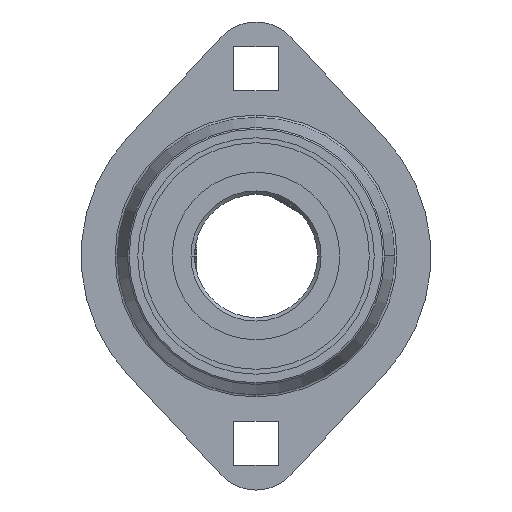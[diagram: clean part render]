
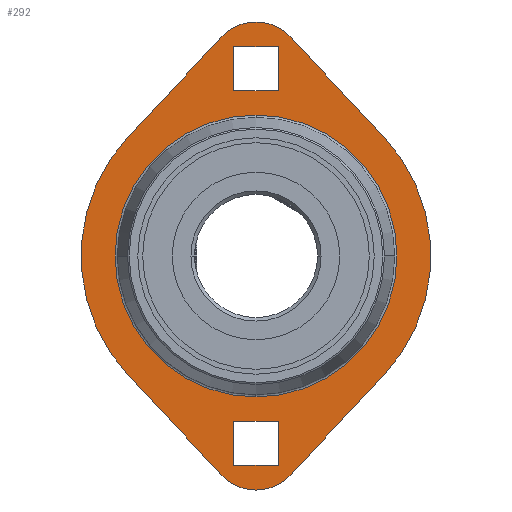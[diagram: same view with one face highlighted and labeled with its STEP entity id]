
A CAD part, left-side view. The second image highlights one B-rep face of the part: STEP entity #292.
In plain terms, the highlighted planar face has unit normal (-1, 0, 0).
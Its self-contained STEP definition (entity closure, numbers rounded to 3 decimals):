
#292 = ADVANCED_FACE( '', ( #444, #445, #446, #447 ), #448, .T. );
#444 = FACE_BOUND( '', #716, .T. );
#445 = FACE_BOUND( '', #717, .T. );
#446 = FACE_OUTER_BOUND( '', #718, .T. );
#447 = FACE_BOUND( '', #719, .T. );
#448 = PLANE( '', #720 );
#716 = EDGE_LOOP( '', ( #1127, #1128, #1129, #1130 ) );
#717 = EDGE_LOOP( '', ( #1131, #1132, #1133, #1134 ) );
#718 = EDGE_LOOP( '', ( #1135, #1136, #1137, #1138, #1139, #1140, #1141, #1142 ) );
#719 = EDGE_LOOP( '', ( #1143, #1144, #1145 ) );
#720 = AXIS2_PLACEMENT_3D( '', #1146, #1147, #1148 );
#1127 = ORIENTED_EDGE( '', *, *, #1925, .T. );
#1128 = ORIENTED_EDGE( '', *, *, #1922, .T. );
#1129 = ORIENTED_EDGE( '', *, *, #1919, .T. );
#1130 = ORIENTED_EDGE( '', *, *, #1928, .T. );
#1131 = ORIENTED_EDGE( '', *, *, #1937, .T. );
#1132 = ORIENTED_EDGE( '', *, *, #1934, .T. );
#1133 = ORIENTED_EDGE( '', *, *, #1931, .T. );
#1134 = ORIENTED_EDGE( '', *, *, #1940, .T. );
#1135 = ORIENTED_EDGE( '', *, *, #1955, .T. );
#1136 = ORIENTED_EDGE( '', *, *, #1952, .T. );
#1137 = ORIENTED_EDGE( '', *, *, #1949, .T. );
#1138 = ORIENTED_EDGE( '', *, *, #1946, .T. );
#1139 = ORIENTED_EDGE( '', *, *, #1943, .T. );
#1140 = ORIENTED_EDGE( '', *, *, #1964, .T. );
#1141 = ORIENTED_EDGE( '', *, *, #1961, .T. );
#1142 = ORIENTED_EDGE( '', *, *, #1958, .T. );
#1143 = ORIENTED_EDGE( '', *, *, #1969, .F. );
#1144 = ORIENTED_EDGE( '', *, *, #1970, .F. );
#1145 = ORIENTED_EDGE( '', *, *, #1905, .F. );
#1146 = CARTESIAN_POINT( '', ( 7., 38.951, 0. ) );
#1147 = DIRECTION( '', ( -1., 0., 0. ) );
#1148 = DIRECTION( '', ( 0., 1., 0. ) );
#1905 = EDGE_CURVE( '', #2209, #2211, #2212, .T. );
#1919 = EDGE_CURVE( '', #2239, #2237, #2240, .T. );
#1922 = EDGE_CURVE( '', #2244, #2239, #2245, .T. );
#1925 = EDGE_CURVE( '', #2249, #2244, #2250, .T. );
#1928 = EDGE_CURVE( '', #2237, #2249, #2253, .T. );
#1931 = EDGE_CURVE( '', #2259, #2257, #2260, .T. );
#1934 = EDGE_CURVE( '', #2264, #2259, #2265, .T. );
#1937 = EDGE_CURVE( '', #2269, #2264, #2270, .T. );
#1940 = EDGE_CURVE( '', #2257, #2269, #2273, .T. );
#1943 = EDGE_CURVE( '', #2279, #2277, #2280, .T. );
#1946 = EDGE_CURVE( '', #2284, #2279, #2285, .T. );
#1949 = EDGE_CURVE( '', #2289, #2284, #2290, .T. );
#1952 = EDGE_CURVE( '', #2294, #2289, #2295, .T. );
#1955 = EDGE_CURVE( '', #2299, #2294, #2300, .T. );
#1958 = EDGE_CURVE( '', #2304, #2299, #2305, .T. );
#1961 = EDGE_CURVE( '', #2309, #2304, #2310, .T. );
#1964 = EDGE_CURVE( '', #2277, #2309, #2313, .T. );
#1969 = EDGE_CURVE( '', #2318, #2209, #2319, .T. );
#1970 = EDGE_CURVE( '', #2211, #2318, #2320, .T. );
#2209 = VERTEX_POINT( '', #2707 );
#2211 = VERTEX_POINT( '', #2709 );
#2212 = CIRCLE( '', #2710, 28.614 );
#2237 = VERTEX_POINT( '', #2738 );
#2239 = VERTEX_POINT( '', #2741 );
#2240 = LINE( '', #2742, #2743 );
#2244 = VERTEX_POINT( '', #2749 );
#2245 = LINE( '', #2750, #2751 );
#2249 = VERTEX_POINT( '', #2757 );
#2250 = LINE( '', #2758, #2759 );
#2253 = LINE( '', #2764, #2765 );
#2257 = VERTEX_POINT( '', #2770 );
#2259 = VERTEX_POINT( '', #2773 );
#2260 = LINE( '', #2774, #2775 );
#2264 = VERTEX_POINT( '', #2781 );
#2265 = LINE( '', #2782, #2783 );
#2269 = VERTEX_POINT( '', #2789 );
#2270 = LINE( '', #2790, #2791 );
#2273 = LINE( '', #2796, #2797 );
#2277 = VERTEX_POINT( '', #2801 );
#2279 = VERTEX_POINT( '', #2804 );
#2280 = CIRCLE( '', #2805, 9.5 );
#2284 = VERTEX_POINT( '', #2811 );
#2285 = LINE( '', #2812, #2813 );
#2289 = VERTEX_POINT( '', #2818 );
#2290 = CIRCLE( '', #2819, 35.5 );
#2294 = VERTEX_POINT( '', #2825 );
#2295 = LINE( '', #2826, #2827 );
#2299 = VERTEX_POINT( '', #2832 );
#2300 = CIRCLE( '', #2833, 9.5 );
#2304 = VERTEX_POINT( '', #2839 );
#2305 = LINE( '', #2840, #2841 );
#2309 = VERTEX_POINT( '', #2846 );
#2310 = CIRCLE( '', #2847, 35.5 );
#2313 = LINE( '', #2852, #2853 );
#2318 = VERTEX_POINT( '', #2858 );
#2319 = CIRCLE( '', #2859, 28.614 );
#2320 = CIRCLE( '', #2860, 28.614 );
#2707 = CARTESIAN_POINT( '', ( 7., 0., -28.614 ) );
#2709 = CARTESIAN_POINT( '', ( 7., 0., 28.614 ) );
#2710 = AXIS2_PLACEMENT_3D( '', #3769, #3770, #3771 );
#2738 = CARTESIAN_POINT( '', ( 7., -4.5, -42.5 ) );
#2741 = CARTESIAN_POINT( '', ( 7., -4.5, -33.5 ) );
#2742 = CARTESIAN_POINT( '', ( 7., -4.5, -21.25 ) );
#2743 = VECTOR( '', #3803, 1. );
#2749 = CARTESIAN_POINT( '', ( 7., 4.5, -33.5 ) );
#2750 = CARTESIAN_POINT( '', ( 7., 17.226, -33.5 ) );
#2751 = VECTOR( '', #3806, 1. );
#2757 = CARTESIAN_POINT( '', ( 7., 4.5, -42.5 ) );
#2758 = CARTESIAN_POINT( '', ( 7., 4.5, -16.75 ) );
#2759 = VECTOR( '', #3809, 1. );
#2764 = CARTESIAN_POINT( '', ( 7., 21.726, -42.5 ) );
#2765 = VECTOR( '', #3812, 1. );
#2770 = CARTESIAN_POINT( '', ( 7., -4.5, 33.5 ) );
#2773 = CARTESIAN_POINT( '', ( 7., -4.5, 42.5 ) );
#2774 = CARTESIAN_POINT( '', ( 7., -4.5, 16.75 ) );
#2775 = VECTOR( '', #3815, 1. );
#2781 = CARTESIAN_POINT( '', ( 7., 4.5, 42.5 ) );
#2782 = CARTESIAN_POINT( '', ( 7., 17.226, 42.5 ) );
#2783 = VECTOR( '', #3818, 1. );
#2789 = CARTESIAN_POINT( '', ( 7., 4.5, 33.5 ) );
#2790 = CARTESIAN_POINT( '', ( 7., 4.5, 21.25 ) );
#2791 = VECTOR( '', #3821, 1. );
#2796 = CARTESIAN_POINT( '', ( 7., 21.726, 33.5 ) );
#2797 = VECTOR( '', #3824, 1. );
#2801 = CARTESIAN_POINT( '', ( 7., -6.928, -44.5 ) );
#2804 = CARTESIAN_POINT( '', ( 7., 6.928, -44.5 ) );
#2805 = AXIS2_PLACEMENT_3D( '', #3829, #3830, #3831 );
#2811 = CARTESIAN_POINT( '', ( 7., 25.89, -24.289 ) );
#2812 = CARTESIAN_POINT( '', ( 7., 25.526, -24.677 ) );
#2813 = VECTOR( '', #3834, 1. );
#2818 = CARTESIAN_POINT( '', ( 7., 25.89, 24.289 ) );
#2819 = AXIS2_PLACEMENT_3D( '', #3839, #3840, #3841 );
#2825 = CARTESIAN_POINT( '', ( 7., 6.928, 44.5 ) );
#2826 = CARTESIAN_POINT( '', ( 7., 35.007, 14.571 ) );
#2827 = VECTOR( '', #3844, 1. );
#2832 = CARTESIAN_POINT( '', ( 7., -6.928, 44.5 ) );
#2833 = AXIS2_PLACEMENT_3D( '', #3849, #3850, #3851 );
#2839 = CARTESIAN_POINT( '', ( 7., -25.89, 24.289 ) );
#2840 = CARTESIAN_POINT( '', ( 7., -7.292, 44.113 ) );
#2841 = VECTOR( '', #3854, 1. );
#2846 = CARTESIAN_POINT( '', ( 7., -25.89, -24.289 ) );
#2847 = AXIS2_PLACEMENT_3D( '', #3859, #3860, #3861 );
#2852 = CARTESIAN_POINT( '', ( 7., -16.772, -34.007 ) );
#2853 = VECTOR( '', #3864, 1. );
#2858 = CARTESIAN_POINT( '', ( 7., 28.614, 0. ) );
#2859 = AXIS2_PLACEMENT_3D( '', #3877, #3878, #3879 );
#2860 = AXIS2_PLACEMENT_3D( '', #3880, #3881, #3882 );
#3769 = CARTESIAN_POINT( '', ( 7., 0., 0. ) );
#3770 = DIRECTION( '', ( -1., 0., 0. ) );
#3771 = DIRECTION( '', ( 0., 1., 0. ) );
#3803 = DIRECTION( '', ( 0., 0., -1. ) );
#3806 = DIRECTION( '', ( 0., -1., 0. ) );
#3809 = DIRECTION( '', ( 0., 0., 1. ) );
#3812 = DIRECTION( '', ( 0., 1., 0. ) );
#3815 = DIRECTION( '', ( 0., 0., -1. ) );
#3818 = DIRECTION( '', ( 0., -1., 0. ) );
#3821 = DIRECTION( '', ( 0., 0., 1. ) );
#3824 = DIRECTION( '', ( 0., 1., 0. ) );
#3829 = CARTESIAN_POINT( '', ( 7., 0., -38. ) );
#3830 = DIRECTION( '', ( -1., 0., 0. ) );
#3831 = DIRECTION( '', ( 0., -0.729, -0.684 ) );
#3834 = DIRECTION( '', ( 0., -0.684, -0.729 ) );
#3839 = CARTESIAN_POINT( '', ( 7., 0., 0. ) );
#3840 = DIRECTION( '', ( -1., 0., 0. ) );
#3841 = DIRECTION( '', ( 0., 0.729, -0.684 ) );
#3844 = DIRECTION( '', ( 0., 0.684, -0.729 ) );
#3849 = CARTESIAN_POINT( '', ( 7., 0., 38. ) );
#3850 = DIRECTION( '', ( -1., 0., 0. ) );
#3851 = DIRECTION( '', ( 0., 0.729, 0.684 ) );
#3854 = DIRECTION( '', ( 0., 0.684, 0.729 ) );
#3859 = CARTESIAN_POINT( '', ( 7., 0., 0. ) );
#3860 = DIRECTION( '', ( -1., 0., 0. ) );
#3861 = DIRECTION( '', ( 0., -0.729, 0.684 ) );
#3864 = DIRECTION( '', ( 0., -0.684, 0.729 ) );
#3877 = CARTESIAN_POINT( '', ( 7., 0., 0. ) );
#3878 = DIRECTION( '', ( -1., 0., 0. ) );
#3879 = DIRECTION( '', ( 0., 1., 0. ) );
#3880 = CARTESIAN_POINT( '', ( 7., 0., 0. ) );
#3881 = DIRECTION( '', ( -1., 0., 0. ) );
#3882 = DIRECTION( '', ( 0., 1., 0. ) );
